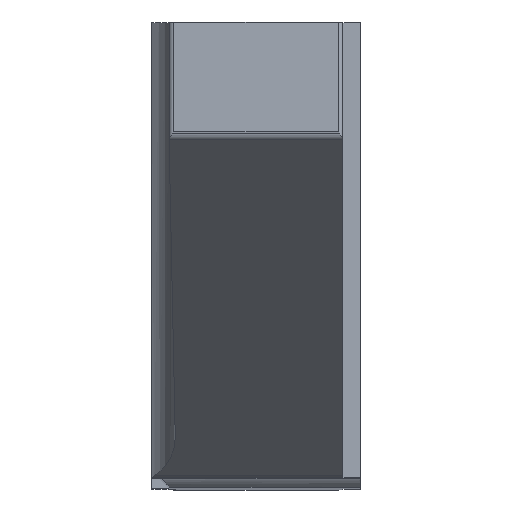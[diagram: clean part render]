
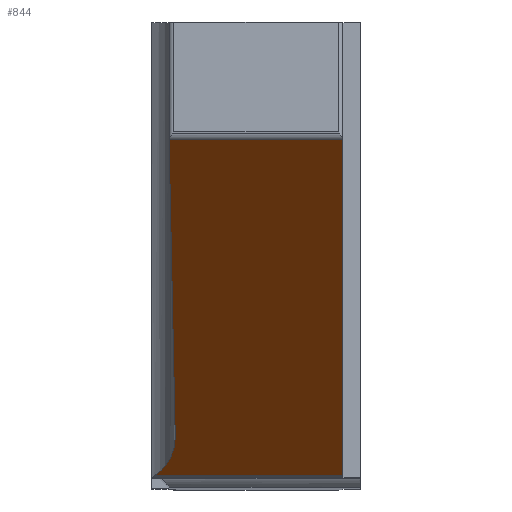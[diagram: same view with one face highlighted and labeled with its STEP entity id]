
A CAD part, top view. The second image highlights one B-rep face of the part: STEP entity #844.
In plain terms, the highlighted planar face has unit normal (0, -0.766, 0.643).
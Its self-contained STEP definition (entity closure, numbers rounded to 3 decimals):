
#45 = AXIS2_PLACEMENT_3D ( 'NONE', #916, #702, #741 ) ;
#52 = VECTOR ( 'NONE', #925, 1000. ) ;
#91 = CARTESIAN_POINT ( 'NONE',  ( 0.408, -3.154, 13.823 ) ) ;
#122 = ORIENTED_EDGE ( 'NONE', *, *, #1146, .T. ) ;
#185 = CARTESIAN_POINT ( 'NONE',  ( 0.301, 1.96, 19.919 ) ) ;
#208 = CARTESIAN_POINT ( 'NONE',  ( 0.285, -3.647, 13.236 ) ) ;
#222 = VERTEX_POINT ( 'NONE', #650 ) ;
#307 = CARTESIAN_POINT ( 'NONE',  ( 3.3, 1.961, 19.92 ) ) ;
#315 = ORIENTED_EDGE ( 'NONE', *, *, #1133, .T. ) ;
#358 = CARTESIAN_POINT ( 'NONE',  ( 0.305, 1.981, 19.943 ) ) ;
#382 = FACE_OUTER_BOUND ( 'NONE', #874, .T. ) ;
#425 = EDGE_CURVE ( 'NONE', #745, #222, #1242, .T. ) ;
#447 = DIRECTION ( 'NONE',  ( -0.013, 0.643, 0.766 ) ) ;
#449 = CARTESIAN_POINT ( 'NONE',  ( 0.3, 2.021, 19.991 ) ) ;
#476 = CARTESIAN_POINT ( 'NONE',  ( 0.049, -3.813, 13.039 ) ) ;
#509 = EDGE_CURVE ( 'NONE', #683, #599, #861, .T. ) ;
#535 = VERTEX_POINT ( 'NONE', #1062 ) ;
#562 = VECTOR ( 'NONE', #713, 1000. ) ;
#569 = ORIENTED_EDGE ( 'NONE', *, *, #1041, .F. ) ;
#593 = CARTESIAN_POINT ( 'NONE',  ( 0.301, 1.967, 19.927 ) ) ;
#599 = VERTEX_POINT ( 'NONE', #185 ) ;
#615 = CARTESIAN_POINT ( 'NONE',  ( 3.299, 1.975, 19.936 ) ) ;
#628 = CARTESIAN_POINT ( 'NONE',  ( 3.3, 1.968, 19.928 ) ) ;
#650 = CARTESIAN_POINT ( 'NONE',  ( 3.296, 1.981, 19.943 ) ) ;
#683 = VERTEX_POINT ( 'NONE', #91 ) ;
#702 = DIRECTION ( 'NONE',  ( 0., -0.766, 0.643 ) ) ;
#712 = DIRECTION ( 'NONE',  ( -1., 0., 0. ) ) ;
#713 = DIRECTION ( 'NONE',  ( 0., -0.643, -0.766 ) ) ;
#718 = LINE ( 'NONE', #946, #52 ) ;
#741 = DIRECTION ( 'NONE',  ( 0., -0.643, -0.766 ) ) ;
#745 = VERTEX_POINT ( 'NONE', #307 ) ;
#746 = CARTESIAN_POINT ( 'NONE',  ( 3.3, 2.018, 19.988 ) ) ;
#756 = VERTEX_POINT ( 'NONE', #476 ) ;
#758 = ORIENTED_EDGE ( 'NONE', *, *, #509, .F. ) ;
#794 = ORIENTED_EDGE ( 'NONE', *, *, #927, .T. ) ;
#825 = LINE ( 'NONE', #746, #562 ) ;
#840 = CARTESIAN_POINT ( 'NONE',  ( 0.408, -3.154, 13.823 ) ) ;
#844 = ADVANCED_FACE ( 'NONE', ( #382 ), #1222, .T. ) ;
#861 = LINE ( 'NONE', #449, #972 ) ;
#874 = EDGE_LOOP ( 'NONE', ( #569, #903, #122, #794, #758, #1174, #315 ) ) ;
#903 = ORIENTED_EDGE ( 'NONE', *, *, #425, .T. ) ;
#916 = CARTESIAN_POINT ( 'NONE',  ( 0., 2.018, 19.988 ) ) ;
#925 = DIRECTION ( 'NONE',  ( 1., 0., 0. ) ) ;
#927 = EDGE_CURVE ( 'NONE', #1158, #599, #980, .T. ) ;
#946 = CARTESIAN_POINT ( 'NONE',  ( 0., -3.813, 13.039 ) ) ;
#958 =( BOUNDED_CURVE ( )  B_SPLINE_CURVE ( 3, ( #840, #1128, #208, #1091 ),
 .UNSPECIFIED., .F., .T. ) 
 B_SPLINE_CURVE_WITH_KNOTS ( ( 4, 4 ),
 ( 1.553, 2.445 ),
 .UNSPECIFIED. ) 
 CURVE ( )  GEOMETRIC_REPRESENTATION_ITEM ( )  RATIONAL_B_SPLINE_CURVE ( ( 1., 0.935, 0.935, 1. ) ) 
 REPRESENTATION_ITEM ( '' )  );
#972 = VECTOR ( 'NONE', #447, 1000. ) ;
#978 = CARTESIAN_POINT ( 'NONE',  ( 0., 1.981, 19.943 ) ) ;
#980 =( BOUNDED_CURVE ( )  B_SPLINE_CURVE ( 3, ( #1112, #1018, #593, #1246 ),
 .UNSPECIFIED., .F., .T. ) 
 B_SPLINE_CURVE_WITH_KNOTS ( ( 4, 4 ),
 ( 4.415, 4.73 ),
 .UNSPECIFIED. ) 
 CURVE ( )  GEOMETRIC_REPRESENTATION_ITEM ( )  RATIONAL_B_SPLINE_CURVE ( ( 1., 0.992, 0.992, 1. ) ) 
 REPRESENTATION_ITEM ( '' )  );
#1018 = CARTESIAN_POINT ( 'NONE',  ( 0.302, 1.974, 19.935 ) ) ;
#1041 = EDGE_CURVE ( 'NONE', #745, #535, #825, .T. ) ;
#1062 = CARTESIAN_POINT ( 'NONE',  ( 3.3, -3.813, 13.039 ) ) ;
#1091 = CARTESIAN_POINT ( 'NONE',  ( 0.049, -3.813, 13.039 ) ) ;
#1112 = CARTESIAN_POINT ( 'NONE',  ( 0.305, 1.981, 19.943 ) ) ;
#1128 = CARTESIAN_POINT ( 'NONE',  ( 0.413, -3.413, 13.516 ) ) ;
#1133 = EDGE_CURVE ( 'NONE', #756, #535, #718, .T. ) ;
#1146 = EDGE_CURVE ( 'NONE', #222, #1158, #1266, .T. ) ;
#1158 = VERTEX_POINT ( 'NONE', #358 ) ;
#1174 = ORIENTED_EDGE ( 'NONE', *, *, #1198, .T. ) ;
#1198 = EDGE_CURVE ( 'NONE', #683, #756, #958, .T. ) ;
#1216 = VECTOR ( 'NONE', #712, 1000. ) ;
#1222 = PLANE ( 'NONE',  #45 ) ;
#1242 =( BOUNDED_CURVE ( )  B_SPLINE_CURVE ( 3, ( #1250, #628, #615, #1260 ),
 .UNSPECIFIED., .F., .F. ) 
 B_SPLINE_CURVE_WITH_KNOTS ( ( 4, 4 ),
 ( 1.571, 1.869 ),
 .UNSPECIFIED. ) 
 CURVE ( )  GEOMETRIC_REPRESENTATION_ITEM ( )  RATIONAL_B_SPLINE_CURVE ( ( 1., 0.993, 0.993, 1. ) ) 
 REPRESENTATION_ITEM ( '' )  );
#1246 = CARTESIAN_POINT ( 'NONE',  ( 0.301, 1.96, 19.919 ) ) ;
#1250 = CARTESIAN_POINT ( 'NONE',  ( 3.3, 1.961, 19.92 ) ) ;
#1260 = CARTESIAN_POINT ( 'NONE',  ( 3.296, 1.981, 19.943 ) ) ;
#1266 = LINE ( 'NONE', #978, #1216 ) ;
